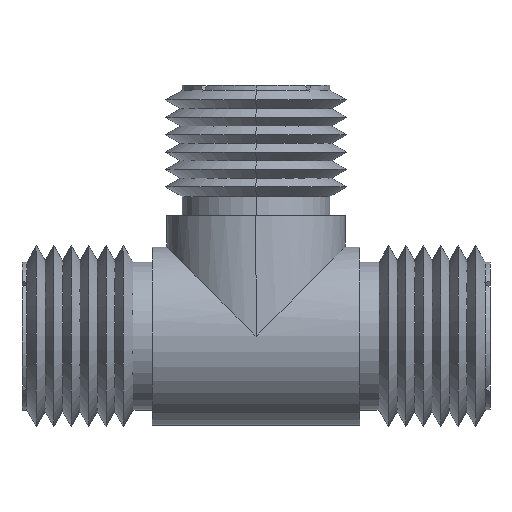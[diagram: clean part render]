
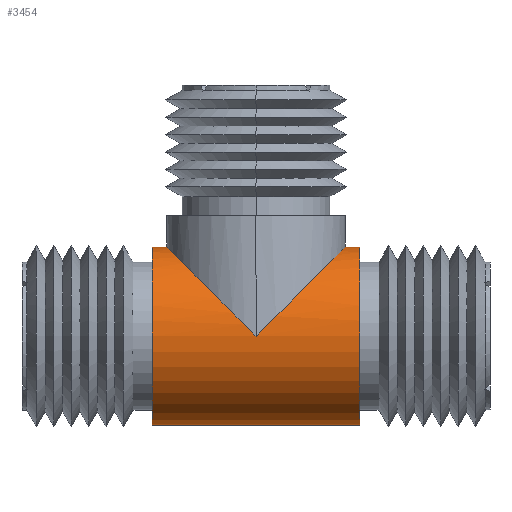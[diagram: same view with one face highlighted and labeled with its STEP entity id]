
A CAD part, left-side view. The second image highlights one B-rep face of the part: STEP entity #3454.
In plain terms, the highlighted cylindrical face has radius 7.811 mm (diameter 15.621 mm), a partial arc.
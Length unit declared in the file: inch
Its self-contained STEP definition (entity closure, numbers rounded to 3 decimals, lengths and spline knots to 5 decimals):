
#1034 = DIRECTION ( 'NONE',  ( 0., 0., 1. ) ) ;
#1035 = DIRECTION ( 'NONE',  ( 0., 1., 0. ) ) ;
#1036 = CARTESIAN_POINT ( 'NONE',  ( 0., -0.3575, 0. ) ) ;
#1037 = AXIS2_PLACEMENT_3D ( 'NONE', #1036, #1035, #1034 ) ;
#1039 = DIRECTION ( 'NONE',  ( 0., 0., -1. ) ) ;
#1040 = DIRECTION ( 'NONE',  ( 0., -1., 0. ) ) ;
#1041 = CARTESIAN_POINT ( 'NONE',  ( 0., 0.3575, 0. ) ) ;
#1042 = AXIS2_PLACEMENT_3D ( 'NONE', #1041, #1040, #1039 ) ;
#1043 = CIRCLE ( 'NONE', #1037, 0.3075 ) ;
#1044 = CYLINDRICAL_SURFACE ( 'NONE', #1042, 0.3075 ) ;
#1045 = FACE_OUTER_BOUND ( 'NONE', #3455, .T. ) ;
#1046 = DIRECTION ( 'NONE',  ( 0., 0., 1. ) ) ;
#1047 = DIRECTION ( 'NONE',  ( 0., 1., 0. ) ) ;
#1048 = CARTESIAN_POINT ( 'NONE',  ( 0., 0.3575, 0. ) ) ;
#1049 = AXIS2_PLACEMENT_3D ( 'NONE', #1048, #1047, #1046 ) ;
#1050 = CIRCLE ( 'NONE', #1049, 0.3075 ) ;
#1321 = CARTESIAN_POINT ( 'NONE',  ( 0., -0.3075, 0.3075 ) ) ;
#1322 = CARTESIAN_POINT ( 'NONE',  ( -0.18013, -0.3075, 0.3075 ) ) ;
#1323 = CARTESIAN_POINT ( 'NONE',  ( -0.3075, -0.18013, 0.18013 ) ) ;
#1324 = CARTESIAN_POINT ( 'NONE',  ( -0.3075, 0., 0. ) ) ;
#1325 =( BOUNDED_CURVE ( )  B_SPLINE_CURVE ( 3, ( #1324, #1323, #1322, #1321 ),
 .UNSPECIFIED., .F., .T. ) 
 B_SPLINE_CURVE_WITH_KNOTS ( ( 4, 4 ),
 ( 4.71239, 6.28319 ),
 .UNSPECIFIED. ) 
 CURVE ( )  GEOMETRIC_REPRESENTATION_ITEM ( )  RATIONAL_B_SPLINE_CURVE ( ( 1., 0.805, 0.805, 1. ) ) 
 REPRESENTATION_ITEM ( '' )  );
#1841 = CARTESIAN_POINT ( 'NONE',  ( -0.3075, 0., 0. ) ) ;
#1842 = CARTESIAN_POINT ( 'NONE',  ( 0., 0.3075, 0.3075 ) ) ;
#1920 = CARTESIAN_POINT ( 'NONE',  ( -0.3075, 0., 0. ) ) ;
#1921 = CARTESIAN_POINT ( 'NONE',  ( -0.3075, 0.18013, 0.18013 ) ) ;
#1922 = CARTESIAN_POINT ( 'NONE',  ( -0.18013, 0.3075, 0.3075 ) ) ;
#1923 = CARTESIAN_POINT ( 'NONE',  ( 0., 0.3075, 0.3075 ) ) ;
#1924 =( BOUNDED_CURVE ( )  B_SPLINE_CURVE ( 3, ( #1923, #1922, #1921, #1920 ),
 .UNSPECIFIED., .F., .F. ) 
 B_SPLINE_CURVE_WITH_KNOTS ( ( 4, 4 ),
 ( 0., 1.5708 ),
 .UNSPECIFIED. ) 
 CURVE ( )  GEOMETRIC_REPRESENTATION_ITEM ( )  RATIONAL_B_SPLINE_CURVE ( ( 1., 0.805, 0.805, 1. ) ) 
 REPRESENTATION_ITEM ( '' )  );
#2155 = DIRECTION ( 'NONE',  ( 0., -1., 0. ) ) ;
#2156 = VECTOR ( 'NONE', #2155, 39.37008 ) ;
#2186 = CARTESIAN_POINT ( 'NONE',  ( 0., 0.3575, -0.3075 ) ) ;
#2187 = CARTESIAN_POINT ( 'NONE',  ( 0., 0.3575, 0.3075 ) ) ;
#2190 = CARTESIAN_POINT ( 'NONE',  ( 0., 0.3575, 0.3075 ) ) ;
#2191 = LINE ( 'NONE', #2190, #2156 ) ;
#2278 = CARTESIAN_POINT ( 'NONE',  ( 0., -0.3575, 0.3075 ) ) ;
#2279 = DIRECTION ( 'NONE',  ( 0., -1., 0. ) ) ;
#2280 = VECTOR ( 'NONE', #2279, 39.37008 ) ;
#2281 = CARTESIAN_POINT ( 'NONE',  ( 0., 0.3575, 0.3075 ) ) ;
#2287 = LINE ( 'NONE', #2281, #2280 ) ;
#2288 = CARTESIAN_POINT ( 'NONE',  ( 0., -0.3075, 0.3075 ) ) ;
#2377 = DIRECTION ( 'NONE',  ( 0., -1., 0. ) ) ;
#2378 = VECTOR ( 'NONE', #2377, 39.37008 ) ;
#2379 = CARTESIAN_POINT ( 'NONE',  ( 0., 0.3575, -0.3075 ) ) ;
#2380 = LINE ( 'NONE', #2379, #2378 ) ;
#2381 = CARTESIAN_POINT ( 'NONE',  ( 0., -0.3575, -0.3075 ) ) ;
#3449 = EDGE_CURVE ( 'NONE', #3992, #3991, #1050, .T. ) ;
#3454 = ADVANCED_FACE ( 'NONE', ( #1045 ), #1044, .T. ) ;
#3455 = EDGE_LOOP ( 'NONE', ( #3456, #3457, #3458, #3459, #3461, #3462, #3519 ) ) ;
#3456 = ORIENTED_EDGE ( 'NONE', *, *, #3972, .F. ) ;
#3457 = ORIENTED_EDGE ( 'NONE', *, *, #3449, .F. ) ;
#3458 = ORIENTED_EDGE ( 'NONE', *, *, #4124, .T. ) ;
#3459 = ORIENTED_EDGE ( 'NONE', *, *, #3460, .T. ) ;
#3460 = EDGE_CURVE ( 'NONE', #4122, #4119, #1043, .T. ) ;
#3461 = ORIENTED_EDGE ( 'NONE', *, *, #4118, .F. ) ;
#3462 = ORIENTED_EDGE ( 'NONE', *, *, #3518, .F. ) ;
#3518 = EDGE_CURVE ( 'NONE', #3888, #4116, #1325, .T. ) ;
#3519 = ORIENTED_EDGE ( 'NONE', *, *, #3886, .F. ) ;
#3886 = EDGE_CURVE ( 'NONE', #3887, #3888, #1924, .T. ) ;
#3887 = VERTEX_POINT ( 'NONE', #1842 ) ;
#3888 = VERTEX_POINT ( 'NONE', #1841 ) ;
#3972 = EDGE_CURVE ( 'NONE', #3991, #3887, #2191, .T. ) ;
#3991 = VERTEX_POINT ( 'NONE', #2187 ) ;
#3992 = VERTEX_POINT ( 'NONE', #2186 ) ;
#4116 = VERTEX_POINT ( 'NONE', #2288 ) ;
#4118 = EDGE_CURVE ( 'NONE', #4116, #4119, #2287, .T. ) ;
#4119 = VERTEX_POINT ( 'NONE', #2278 ) ;
#4122 = VERTEX_POINT ( 'NONE', #2381 ) ;
#4124 = EDGE_CURVE ( 'NONE', #3992, #4122, #2380, .T. ) ;
